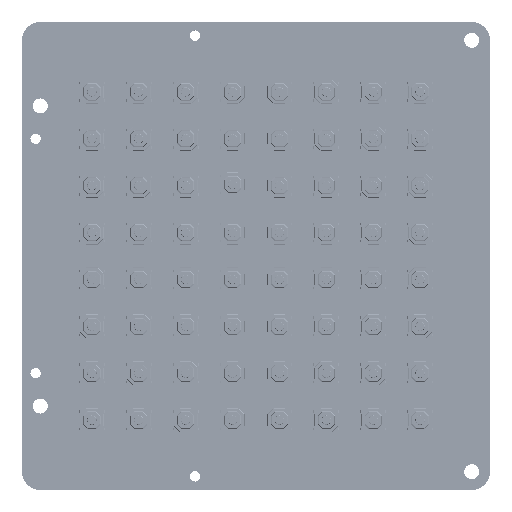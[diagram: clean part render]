
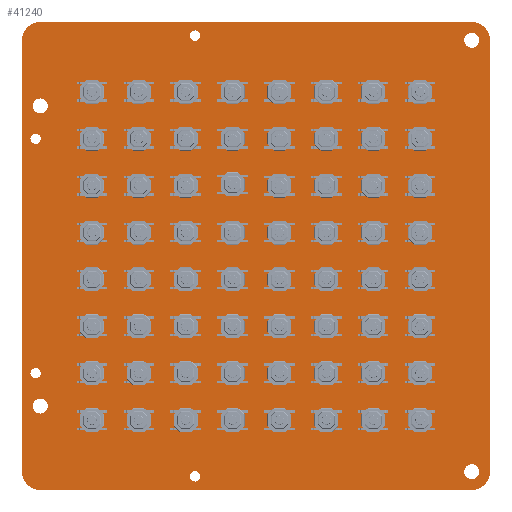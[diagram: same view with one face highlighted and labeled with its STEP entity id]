
A CAD part, top view. The second image highlights one B-rep face of the part: STEP entity #41240.
In plain terms, the highlighted planar face has unit normal (0, 0, 1).
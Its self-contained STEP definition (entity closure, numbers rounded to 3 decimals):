
#41003 = VERTEX_POINT('',#41004);
#41004 = CARTESIAN_POINT('',(46.,49.9,1.6));
#41010 = EDGE_CURVE('',#41003,#41011,#41013,.T.);
#41011 = VERTEX_POINT('',#41012);
#41012 = CARTESIAN_POINT('',(49.9,46.,1.6));
#41013 = CIRCLE('',#41014,3.9);
#41014 = AXIS2_PLACEMENT_3D('',#41015,#41016,#41017);
#41015 = CARTESIAN_POINT('',(46.,46.,1.6));
#41016 = DIRECTION('',(0.,0.,-1.));
#41017 = DIRECTION('',(0.,1.,0.));
#41045 = VERTEX_POINT('',#41046);
#41046 = CARTESIAN_POINT('',(-46.,49.9,1.6));
#41052 = EDGE_CURVE('',#41045,#41003,#41053,.T.);
#41053 = LINE('',#41054,#41055);
#41054 = CARTESIAN_POINT('',(-46.,49.9,1.6));
#41055 = VECTOR('',#41056,1.);
#41056 = DIRECTION('',(1.,0.,0.));
#41074 = EDGE_CURVE('',#41011,#41075,#41077,.T.);
#41075 = VERTEX_POINT('',#41076);
#41076 = CARTESIAN_POINT('',(49.9,-46.,1.6));
#41077 = LINE('',#41078,#41079);
#41078 = CARTESIAN_POINT('',(49.9,46.,1.6));
#41079 = VECTOR('',#41080,1.);
#41080 = DIRECTION('',(0.,-1.,0.));
#41240 = ADVANCED_FACE('',(#41241,#41287,#41298,#41309,#41320,#41331,
    #41342,#41353,#41364),#41375,.T.);
#41241 = FACE_BOUND('',#41242,.T.);
#41242 = EDGE_LOOP('',(#41243,#41244,#41245,#41254,#41262,#41271,#41279,
    #41286));
#41243 = ORIENTED_EDGE('',*,*,#41010,.F.);
#41244 = ORIENTED_EDGE('',*,*,#41052,.F.);
#41245 = ORIENTED_EDGE('',*,*,#41246,.F.);
#41246 = EDGE_CURVE('',#41247,#41045,#41249,.T.);
#41247 = VERTEX_POINT('',#41248);
#41248 = CARTESIAN_POINT('',(-49.9,46.,1.6));
#41249 = CIRCLE('',#41250,3.9);
#41250 = AXIS2_PLACEMENT_3D('',#41251,#41252,#41253);
#41251 = CARTESIAN_POINT('',(-46.,46.,1.6));
#41252 = DIRECTION('',(0.,0.,-1.));
#41253 = DIRECTION('',(-1.,0.,0.));
#41254 = ORIENTED_EDGE('',*,*,#41255,.F.);
#41255 = EDGE_CURVE('',#41256,#41247,#41258,.T.);
#41256 = VERTEX_POINT('',#41257);
#41257 = CARTESIAN_POINT('',(-49.9,-46.,1.6));
#41258 = LINE('',#41259,#41260);
#41259 = CARTESIAN_POINT('',(-49.9,-46.,1.6));
#41260 = VECTOR('',#41261,1.);
#41261 = DIRECTION('',(0.,1.,0.));
#41262 = ORIENTED_EDGE('',*,*,#41263,.F.);
#41263 = EDGE_CURVE('',#41264,#41256,#41266,.T.);
#41264 = VERTEX_POINT('',#41265);
#41265 = CARTESIAN_POINT('',(-46.,-49.9,1.6));
#41266 = CIRCLE('',#41267,3.9);
#41267 = AXIS2_PLACEMENT_3D('',#41268,#41269,#41270);
#41268 = CARTESIAN_POINT('',(-46.,-46.,1.6));
#41269 = DIRECTION('',(0.,0.,-1.));
#41270 = DIRECTION('',(0.,-1.,-0.));
#41271 = ORIENTED_EDGE('',*,*,#41272,.F.);
#41272 = EDGE_CURVE('',#41273,#41264,#41275,.T.);
#41273 = VERTEX_POINT('',#41274);
#41274 = CARTESIAN_POINT('',(46.,-49.9,1.6));
#41275 = LINE('',#41276,#41277);
#41276 = CARTESIAN_POINT('',(46.,-49.9,1.6));
#41277 = VECTOR('',#41278,1.);
#41278 = DIRECTION('',(-1.,0.,0.));
#41279 = ORIENTED_EDGE('',*,*,#41280,.F.);
#41280 = EDGE_CURVE('',#41075,#41273,#41281,.T.);
#41281 = CIRCLE('',#41282,3.9);
#41282 = AXIS2_PLACEMENT_3D('',#41283,#41284,#41285);
#41283 = CARTESIAN_POINT('',(46.,-46.,1.6));
#41284 = DIRECTION('',(0.,0.,-1.));
#41285 = DIRECTION('',(1.,0.,0.));
#41286 = ORIENTED_EDGE('',*,*,#41074,.F.);
#41287 = FACE_BOUND('',#41288,.T.);
#41288 = EDGE_LOOP('',(#41289));
#41289 = ORIENTED_EDGE('',*,*,#41290,.T.);
#41290 = EDGE_CURVE('',#41291,#41291,#41293,.T.);
#41291 = VERTEX_POINT('',#41292);
#41292 = CARTESIAN_POINT('',(-46.,-33.6,1.6));
#41293 = CIRCLE('',#41294,1.6);
#41294 = AXIS2_PLACEMENT_3D('',#41295,#41296,#41297);
#41295 = CARTESIAN_POINT('',(-46.,-32.,1.6));
#41296 = DIRECTION('',(-0.,0.,-1.));
#41297 = DIRECTION('',(-0.,-1.,0.));
#41298 = FACE_BOUND('',#41299,.T.);
#41299 = EDGE_LOOP('',(#41300));
#41300 = ORIENTED_EDGE('',*,*,#41301,.T.);
#41301 = EDGE_CURVE('',#41302,#41302,#41304,.T.);
#41302 = VERTEX_POINT('',#41303);
#41303 = CARTESIAN_POINT('',(-47.,-26.1,1.6));
#41304 = CIRCLE('',#41305,1.1);
#41305 = AXIS2_PLACEMENT_3D('',#41306,#41307,#41308);
#41306 = CARTESIAN_POINT('',(-47.,-25.,1.6));
#41307 = DIRECTION('',(-0.,0.,-1.));
#41308 = DIRECTION('',(-0.,-1.,0.));
#41309 = FACE_BOUND('',#41310,.T.);
#41310 = EDGE_LOOP('',(#41311));
#41311 = ORIENTED_EDGE('',*,*,#41312,.T.);
#41312 = EDGE_CURVE('',#41313,#41313,#41315,.T.);
#41313 = VERTEX_POINT('',#41314);
#41314 = CARTESIAN_POINT('',(-13.,-48.1,1.6));
#41315 = CIRCLE('',#41316,1.1);
#41316 = AXIS2_PLACEMENT_3D('',#41317,#41318,#41319);
#41317 = CARTESIAN_POINT('',(-13.,-47.,1.6));
#41318 = DIRECTION('',(-0.,0.,-1.));
#41319 = DIRECTION('',(-0.,-1.,0.));
#41320 = FACE_BOUND('',#41321,.T.);
#41321 = EDGE_LOOP('',(#41322));
#41322 = ORIENTED_EDGE('',*,*,#41323,.T.);
#41323 = EDGE_CURVE('',#41324,#41324,#41326,.T.);
#41324 = VERTEX_POINT('',#41325);
#41325 = CARTESIAN_POINT('',(46.,-47.6,1.6));
#41326 = CIRCLE('',#41327,1.6);
#41327 = AXIS2_PLACEMENT_3D('',#41328,#41329,#41330);
#41328 = CARTESIAN_POINT('',(46.,-46.,1.6));
#41329 = DIRECTION('',(-0.,0.,-1.));
#41330 = DIRECTION('',(-0.,-1.,0.));
#41331 = FACE_BOUND('',#41332,.T.);
#41332 = EDGE_LOOP('',(#41333));
#41333 = ORIENTED_EDGE('',*,*,#41334,.T.);
#41334 = EDGE_CURVE('',#41335,#41335,#41337,.T.);
#41335 = VERTEX_POINT('',#41336);
#41336 = CARTESIAN_POINT('',(-47.,23.9,1.6));
#41337 = CIRCLE('',#41338,1.1);
#41338 = AXIS2_PLACEMENT_3D('',#41339,#41340,#41341);
#41339 = CARTESIAN_POINT('',(-47.,25.,1.6));
#41340 = DIRECTION('',(-0.,0.,-1.));
#41341 = DIRECTION('',(-0.,-1.,0.));
#41342 = FACE_BOUND('',#41343,.T.);
#41343 = EDGE_LOOP('',(#41344));
#41344 = ORIENTED_EDGE('',*,*,#41345,.T.);
#41345 = EDGE_CURVE('',#41346,#41346,#41348,.T.);
#41346 = VERTEX_POINT('',#41347);
#41347 = CARTESIAN_POINT('',(-46.,30.4,1.6));
#41348 = CIRCLE('',#41349,1.6);
#41349 = AXIS2_PLACEMENT_3D('',#41350,#41351,#41352);
#41350 = CARTESIAN_POINT('',(-46.,32.,1.6));
#41351 = DIRECTION('',(-0.,0.,-1.));
#41352 = DIRECTION('',(-0.,-1.,0.));
#41353 = FACE_BOUND('',#41354,.T.);
#41354 = EDGE_LOOP('',(#41355));
#41355 = ORIENTED_EDGE('',*,*,#41356,.T.);
#41356 = EDGE_CURVE('',#41357,#41357,#41359,.T.);
#41357 = VERTEX_POINT('',#41358);
#41358 = CARTESIAN_POINT('',(-13.,45.9,1.6));
#41359 = CIRCLE('',#41360,1.1);
#41360 = AXIS2_PLACEMENT_3D('',#41361,#41362,#41363);
#41361 = CARTESIAN_POINT('',(-13.,47.,1.6));
#41362 = DIRECTION('',(-0.,0.,-1.));
#41363 = DIRECTION('',(-0.,-1.,0.));
#41364 = FACE_BOUND('',#41365,.T.);
#41365 = EDGE_LOOP('',(#41366));
#41366 = ORIENTED_EDGE('',*,*,#41367,.T.);
#41367 = EDGE_CURVE('',#41368,#41368,#41370,.T.);
#41368 = VERTEX_POINT('',#41369);
#41369 = CARTESIAN_POINT('',(46.,44.4,1.6));
#41370 = CIRCLE('',#41371,1.6);
#41371 = AXIS2_PLACEMENT_3D('',#41372,#41373,#41374);
#41372 = CARTESIAN_POINT('',(46.,46.,1.6));
#41373 = DIRECTION('',(-0.,0.,-1.));
#41374 = DIRECTION('',(-0.,-1.,0.));
#41375 = PLANE('',#41376);
#41376 = AXIS2_PLACEMENT_3D('',#41377,#41378,#41379);
#41377 = CARTESIAN_POINT('',(0.,0.,1.6));
#41378 = DIRECTION('',(0.,0.,1.));
#41379 = DIRECTION('',(1.,0.,-0.));
